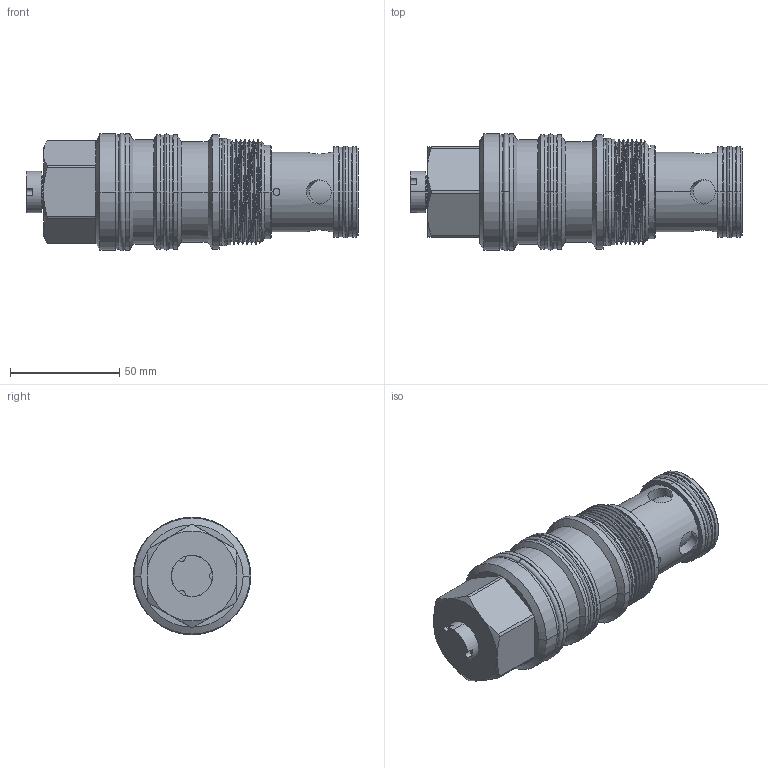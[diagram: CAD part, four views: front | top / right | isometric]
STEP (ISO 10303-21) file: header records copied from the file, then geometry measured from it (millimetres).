
FILE_DESCRIPTION (( 'STEP AP214' ), '1' );
FILE_NAME ('CK24A4C-N.STEP', '2016-04-12T03:23:50', ( '' ), ( '' ), 'SwSTEP 2.0', 'SolidWorks 2012', '' );
FILE_SCHEMA (( 'AUTOMOTIVE_DESIGN' ));
Length unit declared in the file: millimetre
Products named in the file (1): CK24A4C-N
Bounding box: 151.99 x 53.84 x 53.84 mm (x, y, z)
Volume: 226192.8 mm3; surface area: 40553.9 mm2
Topology: 5 solids, 5 shells, 240 faces, 532 edges, 325 vertices
Faces by surface type: cylinder 116, plane 53, cone 38, torus 30, bspline 3
Entity records: 9925 total; most frequent: CARTESIAN_POINT 4543, DIRECTION 1178, ORIENTED_EDGE 1064, EDGE_CURVE 532, AXIS2_PLACEMENT_3D 506, VERTEX_POINT 325, EDGE_LOOP 271, CIRCLE 268
